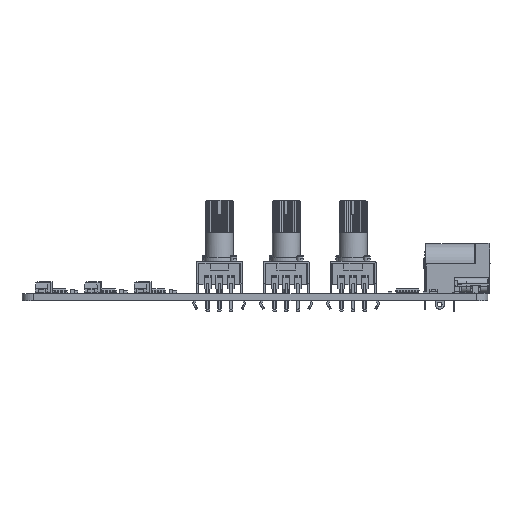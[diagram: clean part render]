
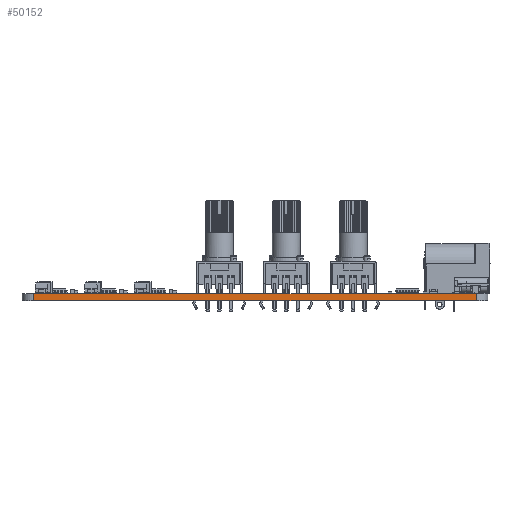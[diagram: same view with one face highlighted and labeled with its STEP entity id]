
A CAD part, front view. The second image highlights one B-rep face of the part: STEP entity #50152.
In plain terms, the highlighted planar face has unit normal (0, -1, 0).
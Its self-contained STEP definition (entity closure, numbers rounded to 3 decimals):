
#49011 = VERTEX_POINT('',#49012);
#49012 = CARTESIAN_POINT('',(-47.5,-48.,0.));
#49019 = EDGE_CURVE('',#49020,#49011,#49022,.T.);
#49020 = VERTEX_POINT('',#49021);
#49021 = CARTESIAN_POINT('',(47.5,-48.,0.));
#49022 = LINE('',#49023,#49024);
#49023 = CARTESIAN_POINT('',(47.5,-48.,0.));
#49024 = VECTOR('',#49025,1.);
#49025 = DIRECTION('',(-1.,0.,0.));
#49568 = VERTEX_POINT('',#49569);
#49569 = CARTESIAN_POINT('',(-47.5,-48.,1.6));
#49576 = EDGE_CURVE('',#49577,#49568,#49579,.T.);
#49577 = VERTEX_POINT('',#49578);
#49578 = CARTESIAN_POINT('',(47.5,-48.,1.6));
#49579 = LINE('',#49580,#49581);
#49580 = CARTESIAN_POINT('',(47.5,-48.,1.6));
#49581 = VECTOR('',#49582,1.);
#49582 = DIRECTION('',(-1.,0.,0.));
#50124 = EDGE_CURVE('',#49020,#49577,#50125,.T.);
#50125 = LINE('',#50126,#50127);
#50126 = CARTESIAN_POINT('',(47.5,-48.,0.));
#50127 = VECTOR('',#50128,1.);
#50128 = DIRECTION('',(0.,0.,1.));
#50152 = ADVANCED_FACE('',(#50153),#50164,.T.);
#50153 = FACE_BOUND('',#50154,.T.);
#50154 = EDGE_LOOP('',(#50155,#50156,#50157,#50163));
#50155 = ORIENTED_EDGE('',*,*,#50124,.T.);
#50156 = ORIENTED_EDGE('',*,*,#49576,.T.);
#50157 = ORIENTED_EDGE('',*,*,#50158,.F.);
#50158 = EDGE_CURVE('',#49011,#49568,#50159,.T.);
#50159 = LINE('',#50160,#50161);
#50160 = CARTESIAN_POINT('',(-47.5,-48.,0.));
#50161 = VECTOR('',#50162,1.);
#50162 = DIRECTION('',(0.,0.,1.));
#50163 = ORIENTED_EDGE('',*,*,#49019,.F.);
#50164 = PLANE('',#50165);
#50165 = AXIS2_PLACEMENT_3D('',#50166,#50167,#50168);
#50166 = CARTESIAN_POINT('',(47.5,-48.,0.));
#50167 = DIRECTION('',(0.,-1.,0.));
#50168 = DIRECTION('',(-1.,0.,0.));
